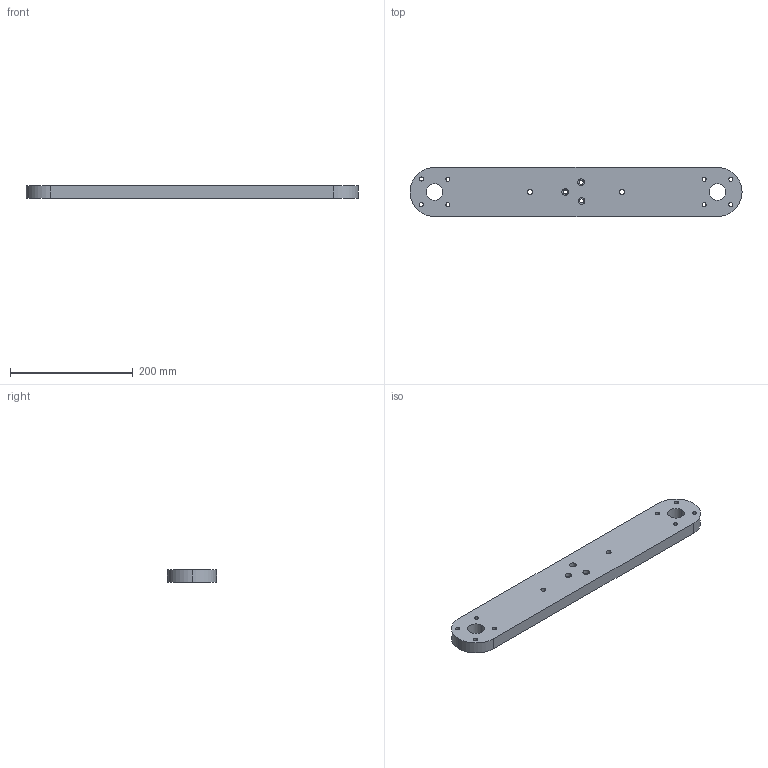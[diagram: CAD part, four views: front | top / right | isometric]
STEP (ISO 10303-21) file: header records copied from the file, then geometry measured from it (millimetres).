
FILE_DESCRIPTION (( 'STEP AP214' ), '1' );
FILE_NAME ('support_moteur.STEP', '2020-12-14T07:29:38', ( '' ), ( '' ), 'SwSTEP 2.0', 'SolidWorks 2014', '' );
FILE_SCHEMA (( 'AUTOMOTIVE_DESIGN' ));
Length unit declared in the file: millimetre
Products named in the file (1): support_moteur
Bounding box: 540 x 80 x 20 mm (x, y, z)
Volume: 802923.7 mm3; surface area: 113060.9 mm2
Topology: 1 solids, 1 shells, 46 faces, 123 edges, 82 vertices
Faces by surface type: cylinder 39, plane 7
Entity records: 1579 total; most frequent: DIRECTION 295, CARTESIAN_POINT 252, ORIENTED_EDGE 246, AXIS2_PLACEMENT_3D 125, EDGE_CURVE 123, VERTEX_POINT 82, EDGE_LOOP 79, CIRCLE 78
